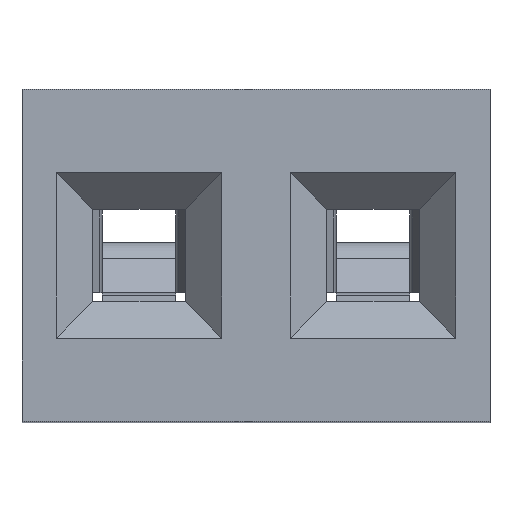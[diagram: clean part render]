
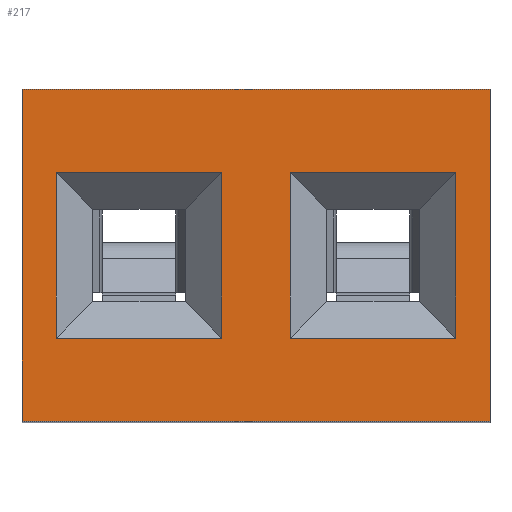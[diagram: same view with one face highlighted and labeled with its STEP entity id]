
A CAD part, top view. The second image highlights one B-rep face of the part: STEP entity #217.
In plain terms, the highlighted planar face has unit normal (0, 0, 1).
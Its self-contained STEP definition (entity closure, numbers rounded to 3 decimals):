
#217=ADVANCED_FACE('',(#1395,#1397,#1399),#1401,.T.);
#1395=FACE_BOUND('',#1396,.T.);
#1396=EDGE_LOOP('',(#2321,#2322,#2323,#2324));
#1397=FACE_BOUND('',#1398,.T.);
#1398=EDGE_LOOP('',(#2325,#2326,#2327,#2328));
#1399=FACE_BOUND('',#1400,.T.);
#1400=EDGE_LOOP('',(#2329,#2330,#2331,#2332));
#1401=PLANE('',#1402);
#1402=AXIS2_PLACEMENT_3D('',#1403,#1404,#1405);
#1403=CARTESIAN_POINT('',(0.,0.,4.4));
#1404=DIRECTION('',(0.,0.,1.));
#1405=DIRECTION('',(1.,0.,0.));
#2321=ORIENTED_EDGE('',*,*,#2969,.T.);
#2322=ORIENTED_EDGE('',*,*,#2984,.T.);
#2323=ORIENTED_EDGE('',*,*,#2959,.T.);
#2324=ORIENTED_EDGE('',*,*,#2983,.T.);
#2325=ORIENTED_EDGE('',*,*,#2985,.T.);
#2326=ORIENTED_EDGE('',*,*,#2986,.T.);
#2327=ORIENTED_EDGE('',*,*,#2987,.T.);
#2328=ORIENTED_EDGE('',*,*,#2988,.T.);
#2329=ORIENTED_EDGE('',*,*,#2989,.T.);
#2330=ORIENTED_EDGE('',*,*,#2990,.T.);
#2331=ORIENTED_EDGE('',*,*,#2991,.T.);
#2332=ORIENTED_EDGE('',*,*,#2992,.T.);
#2959=EDGE_CURVE('',#3337,#3335,#3338,.T.);
#2969=EDGE_CURVE('',#3352,#3350,#3353,.T.);
#2983=EDGE_CURVE('',#3335,#3352,#3375,.T.);
#2984=EDGE_CURVE('',#3350,#3337,#3376,.T.);
#2985=EDGE_CURVE('',#3377,#3378,#3379,.F.);
#2986=EDGE_CURVE('',#3378,#3380,#3381,.F.);
#2987=EDGE_CURVE('',#3380,#3382,#3383,.F.);
#2988=EDGE_CURVE('',#3382,#3377,#3384,.F.);
#2989=EDGE_CURVE('',#3385,#3386,#3387,.F.);
#2990=EDGE_CURVE('',#3386,#3388,#3389,.F.);
#2991=EDGE_CURVE('',#3388,#3390,#3391,.F.);
#2992=EDGE_CURVE('',#3390,#3385,#3392,.F.);
#3335=VERTEX_POINT('',#3969);
#3337=VERTEX_POINT('',#3973);
#3338=LINE('',#3974,#3975);
#3350=VERTEX_POINT('',#4004);
#3352=VERTEX_POINT('',#4008);
#3353=LINE('',#4009,#4010);
#3375=LINE('',#4059,#4060);
#3376=LINE('',#4062,#4063);
#3377=VERTEX_POINT('',#4065);
#3378=VERTEX_POINT('',#4066);
#3379=LINE('',#4067,#4068);
#3380=VERTEX_POINT('',#4070);
#3381=LINE('',#4071,#4072);
#3382=VERTEX_POINT('',#4074);
#3383=LINE('',#4075,#4076);
#3384=LINE('',#4078,#4079);
#3385=VERTEX_POINT('',#4081);
#3386=VERTEX_POINT('',#4082);
#3387=LINE('',#4083,#4084);
#3388=VERTEX_POINT('',#4086);
#3389=LINE('',#4087,#4088);
#3390=VERTEX_POINT('',#4090);
#3391=LINE('',#4091,#4092);
#3392=LINE('',#4094,#4095);
#3969=CARTESIAN_POINT('',(1.905,0.9,4.4));
#3973=CARTESIAN_POINT('',(1.905,-0.9,4.4));
#3974=CARTESIAN_POINT('',(1.905,-0.9,4.4));
#3975=VECTOR('',#3976,1.);
#3976=DIRECTION('',(0.,1.,0.));
#4004=CARTESIAN_POINT('',(-0.635,-0.9,4.4));
#4008=CARTESIAN_POINT('',(-0.635,0.9,4.4));
#4009=CARTESIAN_POINT('',(-0.635,0.9,4.4));
#4010=VECTOR('',#4011,1.);
#4011=DIRECTION('',(0.,-1.,0.));
#4059=CARTESIAN_POINT('',(1.905,0.9,4.4));
#4060=VECTOR('',#4061,1.);
#4061=DIRECTION('',(-1.,0.,0.));
#4062=CARTESIAN_POINT('',(-0.635,-0.9,4.4));
#4063=VECTOR('',#4064,1.);
#4064=DIRECTION('',(1.,0.,0.));
#4065=CARTESIAN_POINT('',(0.82,0.45,4.4));
#4066=CARTESIAN_POINT('',(1.72,0.45,4.4));
#4067=CARTESIAN_POINT('',(1.72,0.45,4.4));
#4068=VECTOR('',#4069,1.);
#4069=DIRECTION('',(-1.,0.,0.));
#4070=CARTESIAN_POINT('',(1.72,-0.45,4.4));
#4071=CARTESIAN_POINT('',(1.72,-0.45,4.4));
#4072=VECTOR('',#4073,1.);
#4073=DIRECTION('',(0.,1.,0.));
#4074=CARTESIAN_POINT('',(0.82,-0.45,4.4));
#4075=CARTESIAN_POINT('',(0.82,-0.45,4.4));
#4076=VECTOR('',#4077,1.);
#4077=DIRECTION('',(1.,0.,0.));
#4078=CARTESIAN_POINT('',(0.82,0.45,4.4));
#4079=VECTOR('',#4080,1.);
#4080=DIRECTION('',(0.,-1.,0.));
#4081=CARTESIAN_POINT('',(-0.45,0.45,4.4));
#4082=CARTESIAN_POINT('',(0.45,0.45,4.4));
#4083=CARTESIAN_POINT('',(0.45,0.45,4.4));
#4084=VECTOR('',#4085,1.);
#4085=DIRECTION('',(-1.,0.,0.));
#4086=CARTESIAN_POINT('',(0.45,-0.45,4.4));
#4087=CARTESIAN_POINT('',(0.45,-0.45,4.4));
#4088=VECTOR('',#4089,1.);
#4089=DIRECTION('',(0.,1.,0.));
#4090=CARTESIAN_POINT('',(-0.45,-0.45,4.4));
#4091=CARTESIAN_POINT('',(-0.45,-0.45,4.4));
#4092=VECTOR('',#4093,1.);
#4093=DIRECTION('',(1.,0.,0.));
#4094=CARTESIAN_POINT('',(-0.45,0.45,4.4));
#4095=VECTOR('',#4096,1.);
#4096=DIRECTION('',(0.,-1.,0.));
